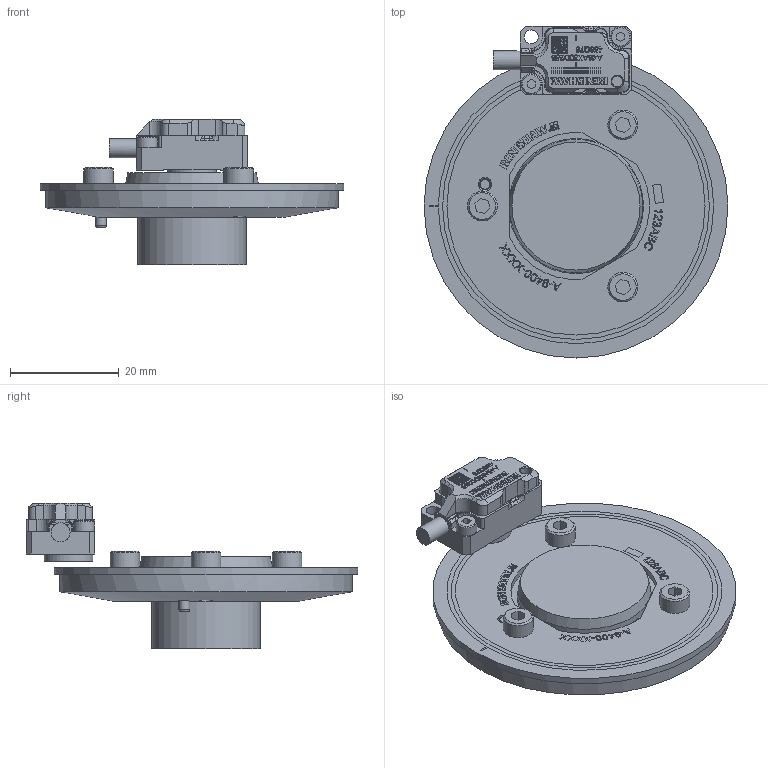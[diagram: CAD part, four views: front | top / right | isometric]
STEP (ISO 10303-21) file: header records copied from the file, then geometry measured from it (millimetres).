
FILE_DESCRIPTION(/* description */ (''),/* implementation_level */ '2;1');
FILE_NAME(/* name */ 'N-9400-2006-01_A_STEP.stp',/* time_stamp */ '2021-09-23T10:08:21+01:00',/* author */ (''),/* organization */ (''),/* preprocessor_version */ 'ST-DEVELOPER v16.7',/* originating_system */ 'SIEMENS PLM Software NX 1946',/* authorisation */ '');
FILE_SCHEMA (('AUTOMOTIVE_DESIGN { 1 0 10303 214 3 1 1 1 }'));
Length unit declared in the file: millimetre
Products named in the file (7): P-SC01-0204-B_Screw Hex Skt Cap Hd M2x4; P-PN04-0026-B_Pin Solid Dowel 2diax8; P-SC01-0305-C_Screw Hex Skt Cap Hd M3x5; M-9414-2551-01-A_ATOM 40um SPACE MODEL; N-9400-2513-01-A_CSF40 56 X 24.5 SHAFT; N-9400-2512-01-A_CSF40 56 X 24.5 BOL EXT DISC; N-9400-2006-01-A_CSF40 56.0 X 24.5 BOL EXT 3860LC
Assembly tree (9 placements, depth 2):
  N-9400-2006-01-A_CSF40 56.0 X 24.5 BOL EXT 3860LC
    N-9400-2512-01-A_CSF40 56 X 24.5 BOL EXT DISC
    N-9400-2513-01-A_CSF40 56 X 24.5 SHAFT
    M-9414-2551-01-A_ATOM 40um SPACE MODEL
    P-SC01-0305-C_Screw Hex Skt Cap Hd M3x5  x3
    P-PN04-0026-B_Pin Solid Dowel 2diax8
    P-SC01-0204-B_Screw Hex Skt Cap Hd M2x4  x2
Bounding box: 56 x 61.16 x 26.9 mm (x, y, z)
Volume: 18603.6 mm3; surface area: 12735.8 mm2
Topology: 10 solids, 10 shells, 1017 faces, 2806 edges, 1948 vertices
Faces by surface type: plane 743, cylinder 141, extrusion 62, cone 42, bspline 28, torus 1
Full cylindrical faces by diameter (mm): 0.1 x1, 0.35 x1, 2 x4, 2.005 x1, 2.5 x1, 2.55 x3, 2.6 x3, 3 x3, 3.5 x1, 3.7 x3, 3.8 x2, 5.5 x3, 7.5 x1, 8.949 x1, 20 x1, 24.494 x1, 54 x1, 56 x1
Entity records: 35155 total; most frequent: CARTESIAN_POINT 11010, ORIENTED_EDGE 5344, DIRECTION 4047, EDGE_CURVE 2672, VERTEX_POINT 1883, VECTOR 1603, LINE 1541, AXIS2_PLACEMENT_3D 1222
